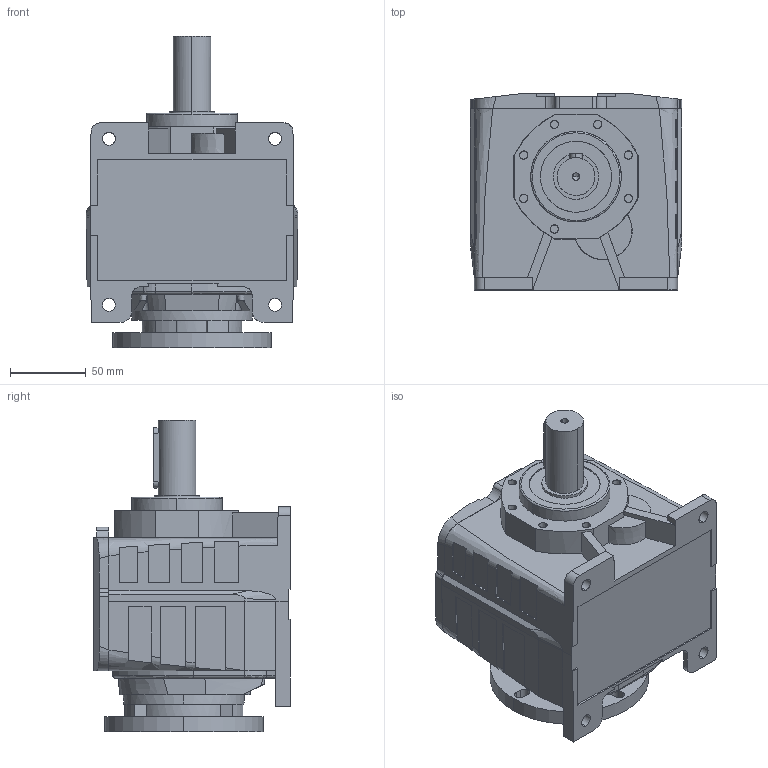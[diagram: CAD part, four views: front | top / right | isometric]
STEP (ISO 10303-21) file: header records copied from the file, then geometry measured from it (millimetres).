
FILE_DESCRIPTION (( 'STEP AP203' ), '1' );
FILE_NAME ('MRD-12.STEP', '2021-06-01T12:00:43', ( '' ), ( '' ), 'SwSTEP 2.0', 'SolidWorks 2015', '' );
FILE_SCHEMA (( 'CONFIG_CONTROL_DESIGN' ));
Length unit declared in the file: millimetre
Products named in the file (2): MRD-12
Bounding box: 140 x 130 x 206.5 mm (x, y, z)
Volume: 1939686.2 mm3; surface area: 140700.4 mm2
Topology: 1 solids, 1 shells, 459 faces, 1251 edges, 812 vertices
Faces by surface type: plane 248, cylinder 148, cone 41, bspline 22
Entity records: 21803 total; most frequent: CARTESIAN_POINT 10751, ORIENTED_EDGE 2492, DIRECTION 1902, EDGE_CURVE 1246, VERTEX_POINT 812, VECTOR 672, LINE 672, AXIS2_PLACEMENT_3D 615
